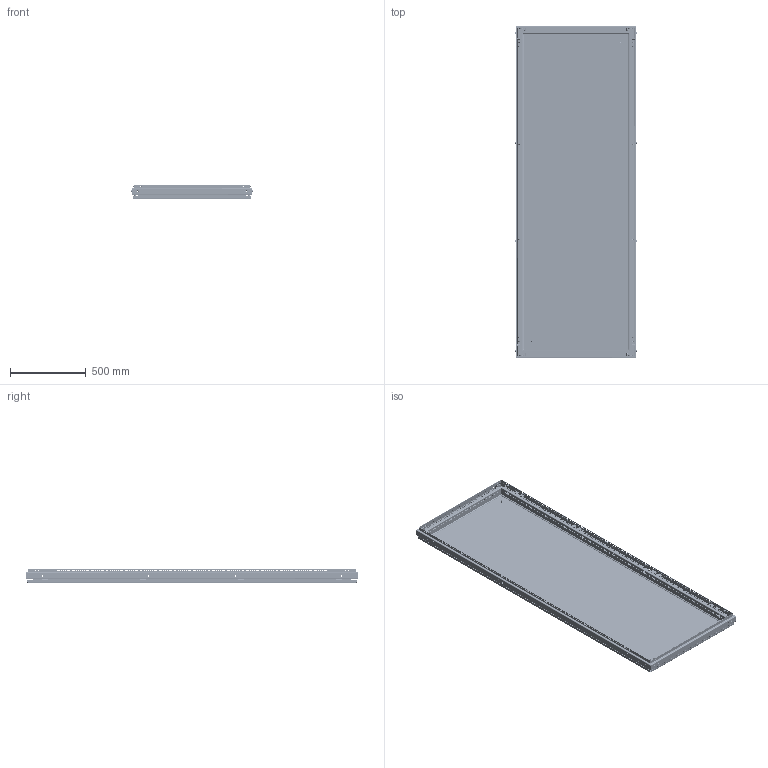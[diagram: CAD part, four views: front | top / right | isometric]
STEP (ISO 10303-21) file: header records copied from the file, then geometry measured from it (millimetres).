
FILE_DESCRIPTION (( 'STEP AP214' ), '1' );
FILE_NAME ('Ñâàðíàÿ ðàìà ñ çàäíåé ïàíåëüþ W800H2200.STEP', '2024-08-14T10:04:41', ( '' ), ( '' ), 'SwSTEP 2.0', 'SolidWorks 2021', '' );
FILE_SCHEMA (( 'AUTOMOTIVE_DESIGN' ));
Length unit declared in the file: millimetre
Products named in the file (19): Ñâàðíàÿ ðàìà ñ çàäíåé ïàíåëüþ W800H2200; Çàêëåïêà ðåçüáîâàÿ Ì6 øåñòèãðàííàÿ ñ óìåíüøåííûì áîðòîì; Áîáûøêà; Ãîðèçîíòàëüíûé ïðîôèëü2 W800; Çàäíÿÿ ïàíåëü ÑÁ W800H2200; Áîêîâîé ïðîôèëü H2200; Ãîðèçîíòàëüíûé ïðîôèëü1 W800; Ãàéêà êëåòüåâàÿ DIN 88109-Ì6-(1,7-2,5)-Zn ; 600.000; Çàêëåïêà ðåçüáîâàÿ Ì8 øåñòèãðàííàÿ ñ óìåíüøåííûì áîðòîì; Êðåïëåíèå çàäíåé ïàíåëè; Øïèëüêà ïðèâàðíàÿ Ì6õ16; Áîêîâîé ïðîôèëü1 H2200; Çàäíÿÿ ïàíåëü W800H2200; Ãàñêåòèíã çàäíåé ïàíåëè W800H2200; Ãîðèçîíòàëüíûé ïðîôèëü W800; Ñâàðíàÿ ðàìà W800H2200; Áîêîâîé ïðîôèëü2 H2200; Âèíò Ì6õ16 ìåáåëüíûé
Assembly tree (92 placements, depth 4):
  Ñâàðíàÿ ðàìà ñ çàäíåé ïàíåëüþ W800H2200
    Ñâàðíàÿ ðàìà W800H2200
      Ãîðèçîíòàëüíûé ïðîôèëü W800  x2
        Ãîðèçîíòàëüíûé ïðîôèëü1 W800
        Ãîðèçîíòàëüíûé ïðîôèëü2 W800
        600.000
        Áîáûøêà
      Áîêîâîé ïðîôèëü H2200  x2
        Áîêîâîé ïðîôèëü1 H2200
        Áîêîâîé ïðîôèëü2 H2200
      Çàêëåïêà ðåçüáîâàÿ Ì8 øåñòèãðàííàÿ ñ óìåíüøåííûì áîðòîì  x8
      Çàêëåïêà ðåçüáîâàÿ Ì6 øåñòèãðàííàÿ ñ óìåíüøåííûì áîðòîì  x26
    Çàäíÿÿ ïàíåëü ÑÁ W800H2200
      Çàäíÿÿ ïàíåëü W800H2200
      Ãàñêåòèíã çàäíåé ïàíåëè W800H2200
      Øïèëüêà ïðèâàðíàÿ Ì6õ16  x2
    Êðåïëåíèå çàäíåé ïàíåëè  x8
    Âèíò Ì6õ16 ìåáåëüíûé  x24
    Ãàéêà êëåòüåâàÿ DIN 88109-Ì6-(1,7-2,5)-Zn   x8
Bounding box: 801.2 x 2196 x 90.9 mm (x, y, z)
Volume: 5703108.2 mm3; surface area: 6568272.5 mm2
Topology: 94 solids, 94 shells, 9276 faces, 24956 edges, 15914 vertices
Faces by surface type: plane 5101, cylinder 3401, cone 472, bspline 250, torus 52
Entity records: 98361 total; most frequent: CARTESIAN_POINT 24230, ORIENTED_EDGE 15216, DIRECTION 14437, EDGE_CURVE 7608, VECTOR 5725, LINE 5725, VERTEX_POINT 4962, AXIS2_PLACEMENT_3D 4356
